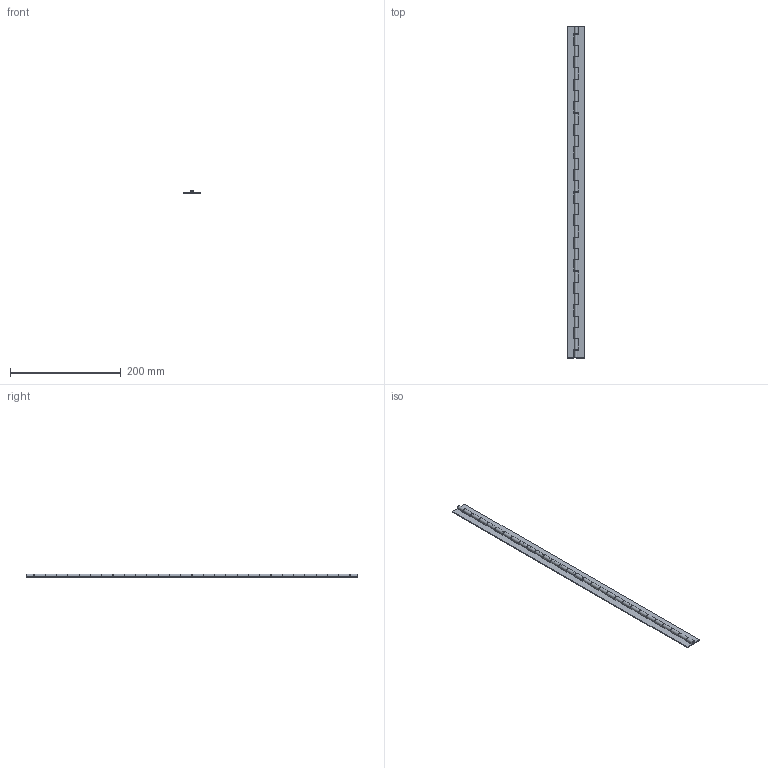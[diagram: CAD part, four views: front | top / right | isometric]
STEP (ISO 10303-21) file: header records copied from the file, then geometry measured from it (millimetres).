
FILE_DESCRIPTION (( 'STEP AP203' ), '1' );
FILE_NAME ('B-7-5.STEP', '2008-11-19T08:21:20', ( ' ' ), ( ' ' ), 'SwSTEP 2.0', 'SolidWorks 2007', '' );
FILE_SCHEMA (( 'CONFIG_CONTROL_DESIGN' ));
Length unit declared in the file: millimetre
Products named in the file (4): B-7-5; B-7-5僔儍僼僩__棉太倌; B-7-5僸儞僕A__棉太倌; B-7-5僸儞僕B__棉太倌
Assembly tree (3 placements, depth 2):
  B-7-5
    B-7-5僸儞僕B__棉太倌
    B-7-5僔儍僼僩__棉太倌
    B-7-5僸儞僕A__棉太倌
Bounding box: 32 x 600 x 6.69 mm (x, y, z)
Volume: 45688.1 mm3; surface area: 59903.6 mm2
Topology: 3 solids, 3 shells, 192 faces, 558 edges, 372 vertices
Faces by surface type: plane 100, cylinder 92
Entity records: 6920 total; most frequent: DIRECTION 1138, CARTESIAN_POINT 1128, ORIENTED_EDGE 1116, EDGE_CURVE 558, AXIS2_PLACEMENT_3D 382, VECTOR 374, LINE 374, VERTEX_POINT 372
